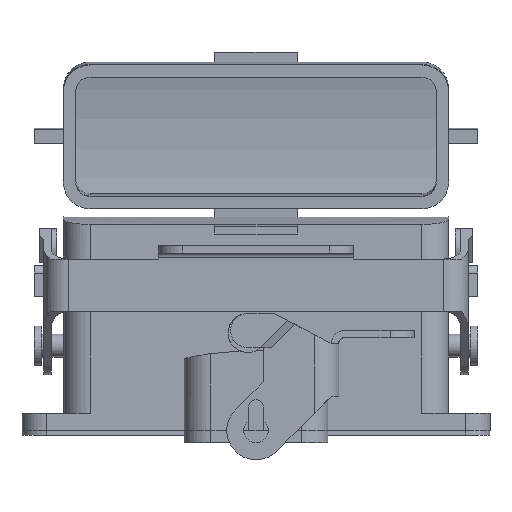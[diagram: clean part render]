
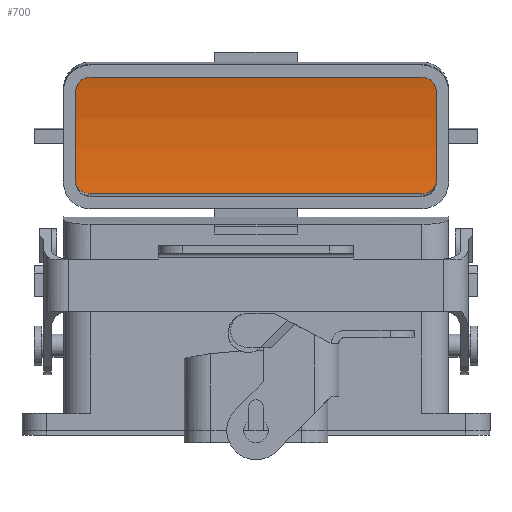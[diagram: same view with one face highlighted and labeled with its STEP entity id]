
A CAD part, front view. The second image highlights one B-rep face of the part: STEP entity #700.
In plain terms, the highlighted cylindrical face has radius 66 mm (diameter 132 mm), a partial arc.
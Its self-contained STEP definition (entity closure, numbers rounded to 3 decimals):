
#700 = ADVANCED_FACE( '', ( #1446 ), #1447, .F. );
#1446 = FACE_OUTER_BOUND( '', #2191, .T. );
#1447 = CYLINDRICAL_SURFACE( '', #2192, 66. );
#2191 = EDGE_LOOP( '', ( #4165, #4166, #4167, #4168, #4169, #4170, #4171, #4172 ) );
#2192 = AXIS2_PLACEMENT_3D( '', #4173, #4174, #4175 );
#4165 = ORIENTED_EDGE( '', *, *, #4559, .F. );
#4166 = ORIENTED_EDGE( '', *, *, #4959, .T. );
#4167 = ORIENTED_EDGE( '', *, *, #4736, .T. );
#4168 = ORIENTED_EDGE( '', *, *, #4309, .T. );
#4169 = ORIENTED_EDGE( '', *, *, #4855, .T. );
#4170 = ORIENTED_EDGE( '', *, *, #4761, .F. );
#4171 = ORIENTED_EDGE( '', *, *, #4853, .F. );
#4172 = ORIENTED_EDGE( '', *, *, #4249, .F. );
#4173 = CARTESIAN_POINT( '', ( 0., 74., -51.1 ) );
#4174 = DIRECTION( '', ( 0., 1., 0. ) );
#4175 = DIRECTION( '', ( 0., 0., -1. ) );
#4249 = EDGE_CURVE( '', #5060, #5062, #5063, .T. );
#4309 = EDGE_CURVE( '', #5168, #5169, #5170, .T. );
#4559 = EDGE_CURVE( '', #5589, #5060, #5591, .T. );
#4736 = EDGE_CURVE( '', #5846, #5168, #5847, .T. );
#4761 = EDGE_CURVE( '', #5881, #5882, #5883, .T. );
#4853 = EDGE_CURVE( '', #5062, #5881, #6000, .T. );
#4855 = EDGE_CURVE( '', #5169, #5882, #6002, .T. );
#4959 = EDGE_CURVE( '', #5589, #5846, #6112, .T. );
#5060 = VERTEX_POINT( '', #6241 );
#5062 = VERTEX_POINT( '', #6244 );
#5063 = B_SPLINE_CURVE_WITH_KNOTS( '', 3, ( #6245, #6246, #6247, #6248, #6249, #6250, #6251, #6252, #6253, #6254, #6255, #6256, #6257, #6258, #6259, #6260, #6261, #6262 ), .UNSPECIFIED., .F., .F., ( 4, 2, 2, 2, 2, 2, 2, 2, 4 ), ( 0., 0.001, 0.001, 0.002, 0.002, 0.003, 0.004, 0.004, 0.005 ), .UNSPECIFIED. );
#5168 = VERTEX_POINT( '', #6411 );
#5169 = VERTEX_POINT( '', #6412 );
#5170 = B_SPLINE_CURVE_WITH_KNOTS( '', 3, ( #6413, #6414, #6415, #6416, #6417, #6418, #6419, #6420, #6421, #6422, #6423, #6424, #6425, #6426, #6427, #6428 ), .UNSPECIFIED., .F., .F., ( 4, 2, 2, 2, 2, 2, 2, 4 ), ( 0., 0.001, 0.001, 0.002, 0.002, 0.003, 0.004, 0.005 ), .UNSPECIFIED. );
#5589 = VERTEX_POINT( '', #7008 );
#5591 = LINE( '', #7011, #7012 );
#5846 = VERTEX_POINT( '', #7408 );
#5847 = CIRCLE( '', #7409, 66. );
#5881 = VERTEX_POINT( '', #7454 );
#5882 = VERTEX_POINT( '', #7455 );
#5883 = B_SPLINE_CURVE_WITH_KNOTS( '', 3, ( #7456, #7457, #7458, #7459, #7460, #7461, #7462, #7463, #7464, #7465, #7466, #7467, #7468, #7469, #7470, #7471 ), .UNSPECIFIED., .F., .F., ( 4, 2, 2, 2, 2, 2, 2, 4 ), ( 0., 0.001, 0.001, 0.002, 0.002, 0.003, 0.004, 0.005 ), .UNSPECIFIED. );
#6000 = CIRCLE( '', #7622, 66. );
#6002 = LINE( '', #7624, #7625 );
#6112 = B_SPLINE_CURVE_WITH_KNOTS( '', 3, ( #7768, #7769, #7770, #7771, #7772, #7773, #7774, #7775, #7776, #7777, #7778, #7779, #7780, #7781, #7782, #7783, #7784, #7785 ), .UNSPECIFIED., .F., .F., ( 4, 2, 2, 2, 2, 2, 2, 2, 4 ), ( 0., 0.001, 0.001, 0.002, 0.002, 0.003, 0.004, 0.004, 0.005 ), .UNSPECIFIED. );
#6241 = CARTESIAN_POINT( '', ( -12.25, -34., 13.753 ) );
#6244 = CARTESIAN_POINT( '', ( -9.25, -37., 14.249 ) );
#6245 = CARTESIAN_POINT( '', ( -12.25, -34., 13.753 ) );
#6246 = CARTESIAN_POINT( '', ( -12.25, -34.199, 13.753 ) );
#6247 = CARTESIAN_POINT( '', ( -12.23, -34.395, 13.757 ) );
#6248 = CARTESIAN_POINT( '', ( -12.153, -34.781, 13.771 ) );
#6249 = CARTESIAN_POINT( '', ( -12.095, -34.972, 13.782 ) );
#6250 = CARTESIAN_POINT( '', ( -11.943, -35.336, 13.81 ) );
#6251 = CARTESIAN_POINT( '', ( -11.85, -35.509, 13.827 ) );
#6252 = CARTESIAN_POINT( '', ( -11.631, -35.835, 13.867 ) );
#6253 = CARTESIAN_POINT( '', ( -11.505, -35.989, 13.89 ) );
#6254 = CARTESIAN_POINT( '', ( -11.228, -36.264, 13.938 ) );
#6255 = CARTESIAN_POINT( '', ( -11.077, -36.388, 13.964 ) );
#6256 = CARTESIAN_POINT( '', ( -10.749, -36.606, 14.019 ) );
#6257 = CARTESIAN_POINT( '', ( -10.576, -36.698, 14.047 ) );
#6258 = CARTESIAN_POINT( '', ( -10.216, -36.847, 14.105 ) );
#6259 = CARTESIAN_POINT( '', ( -10.028, -36.904, 14.134 ) );
#6260 = CARTESIAN_POINT( '', ( -9.642, -36.981, 14.192 ) );
#6261 = CARTESIAN_POINT( '', ( -9.447, -37., 14.221 ) );
#6262 = CARTESIAN_POINT( '', ( -9.25, -37., 14.249 ) );
#6411 = CARTESIAN_POINT( '', ( 9.25, 37., 14.249 ) );
#6412 = CARTESIAN_POINT( '', ( 12.25, 34., 13.753 ) );
#6413 = CARTESIAN_POINT( '', ( 9.25, 37., 14.249 ) );
#6414 = CARTESIAN_POINT( '', ( 9.447, 37., 14.221 ) );
#6415 = CARTESIAN_POINT( '', ( 9.641, 36.981, 14.192 ) );
#6416 = CARTESIAN_POINT( '', ( 10.023, 36.905, 14.135 ) );
#6417 = CARTESIAN_POINT( '', ( 10.212, 36.848, 14.105 ) );
#6418 = CARTESIAN_POINT( '', ( 10.575, 36.699, 14.048 ) );
#6419 = CARTESIAN_POINT( '', ( 10.746, 36.608, 14.019 ) );
#6420 = CARTESIAN_POINT( '', ( 11.072, 36.392, 13.965 ) );
#6421 = CARTESIAN_POINT( '', ( 11.226, 36.266, 13.938 ) );
#6422 = CARTESIAN_POINT( '', ( 11.503, 35.99, 13.89 ) );
#6423 = CARTESIAN_POINT( '', ( 11.628, 35.84, 13.868 ) );
#6424 = CARTESIAN_POINT( '', ( 11.848, 35.513, 13.828 ) );
#6425 = CARTESIAN_POINT( '', ( 11.942, 35.338, 13.811 ) );
#6426 = CARTESIAN_POINT( '', ( 12.169, 34.795, 13.769 ) );
#6427 = CARTESIAN_POINT( '', ( 12.25, 34.399, 13.753 ) );
#6428 = CARTESIAN_POINT( '', ( 12.25, 34., 13.753 ) );
#7008 = CARTESIAN_POINT( '', ( -12.25, 34., 13.753 ) );
#7011 = CARTESIAN_POINT( '', ( -12.25, 74., 13.753 ) );
#7012 = VECTOR( '', #8244, 1000. );
#7408 = CARTESIAN_POINT( '', ( -9.25, 37., 14.249 ) );
#7409 = AXIS2_PLACEMENT_3D( '', #8465, #8466, #8467 );
#7454 = CARTESIAN_POINT( '', ( 9.25, -37., 14.249 ) );
#7455 = CARTESIAN_POINT( '', ( 12.25, -34., 13.753 ) );
#7456 = CARTESIAN_POINT( '', ( 9.25, -37., 14.249 ) );
#7457 = CARTESIAN_POINT( '', ( 9.447, -37., 14.221 ) );
#7458 = CARTESIAN_POINT( '', ( 9.641, -36.981, 14.192 ) );
#7459 = CARTESIAN_POINT( '', ( 10.023, -36.905, 14.135 ) );
#7460 = CARTESIAN_POINT( '', ( 10.212, -36.848, 14.105 ) );
#7461 = CARTESIAN_POINT( '', ( 10.575, -36.699, 14.048 ) );
#7462 = CARTESIAN_POINT( '', ( 10.746, -36.608, 14.019 ) );
#7463 = CARTESIAN_POINT( '', ( 11.072, -36.392, 13.965 ) );
#7464 = CARTESIAN_POINT( '', ( 11.226, -36.266, 13.938 ) );
#7465 = CARTESIAN_POINT( '', ( 11.503, -35.99, 13.89 ) );
#7466 = CARTESIAN_POINT( '', ( 11.628, -35.84, 13.868 ) );
#7467 = CARTESIAN_POINT( '', ( 11.848, -35.513, 13.828 ) );
#7468 = CARTESIAN_POINT( '', ( 11.942, -35.338, 13.811 ) );
#7469 = CARTESIAN_POINT( '', ( 12.169, -34.795, 13.769 ) );
#7470 = CARTESIAN_POINT( '', ( 12.25, -34.399, 13.753 ) );
#7471 = CARTESIAN_POINT( '', ( 12.25, -34., 13.753 ) );
#7622 = AXIS2_PLACEMENT_3D( '', #8609, #8610, #8611 );
#7624 = CARTESIAN_POINT( '', ( 12.25, 74., 13.753 ) );
#7625 = VECTOR( '', #8612, 1000. );
#7768 = CARTESIAN_POINT( '', ( -12.25, 34., 13.753 ) );
#7769 = CARTESIAN_POINT( '', ( -12.25, 34.199, 13.753 ) );
#7770 = CARTESIAN_POINT( '', ( -12.23, 34.395, 13.757 ) );
#7771 = CARTESIAN_POINT( '', ( -12.153, 34.781, 13.771 ) );
#7772 = CARTESIAN_POINT( '', ( -12.095, 34.972, 13.782 ) );
#7773 = CARTESIAN_POINT( '', ( -11.943, 35.336, 13.81 ) );
#7774 = CARTESIAN_POINT( '', ( -11.85, 35.509, 13.827 ) );
#7775 = CARTESIAN_POINT( '', ( -11.631, 35.835, 13.867 ) );
#7776 = CARTESIAN_POINT( '', ( -11.505, 35.989, 13.89 ) );
#7777 = CARTESIAN_POINT( '', ( -11.228, 36.264, 13.938 ) );
#7778 = CARTESIAN_POINT( '', ( -11.077, 36.388, 13.964 ) );
#7779 = CARTESIAN_POINT( '', ( -10.749, 36.606, 14.019 ) );
#7780 = CARTESIAN_POINT( '', ( -10.576, 36.698, 14.047 ) );
#7781 = CARTESIAN_POINT( '', ( -10.216, 36.847, 14.105 ) );
#7782 = CARTESIAN_POINT( '', ( -10.028, 36.904, 14.134 ) );
#7783 = CARTESIAN_POINT( '', ( -9.642, 36.981, 14.192 ) );
#7784 = CARTESIAN_POINT( '', ( -9.447, 37., 14.221 ) );
#7785 = CARTESIAN_POINT( '', ( -9.25, 37., 14.249 ) );
#8244 = DIRECTION( '', ( 0., -1., 0. ) );
#8465 = CARTESIAN_POINT( '', ( 0., 37., -51.1 ) );
#8466 = DIRECTION( '', ( 0., 1., 0. ) );
#8467 = DIRECTION( '', ( 0., 0., 1. ) );
#8609 = CARTESIAN_POINT( '', ( 0., -37., -51.1 ) );
#8610 = DIRECTION( '', ( 0., 1., 0. ) );
#8611 = DIRECTION( '', ( 0., 0., 1. ) );
#8612 = DIRECTION( '', ( 0., -1., 0. ) );
